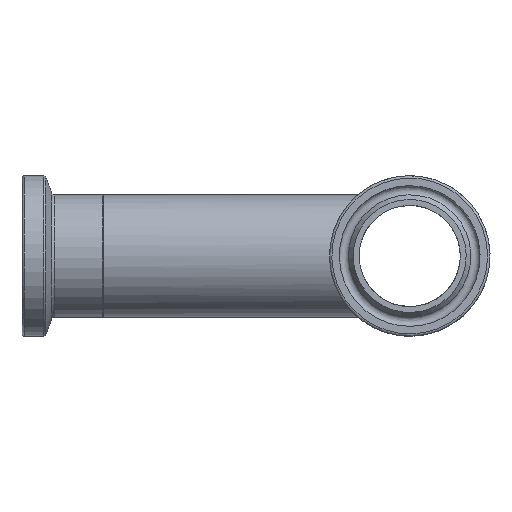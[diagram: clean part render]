
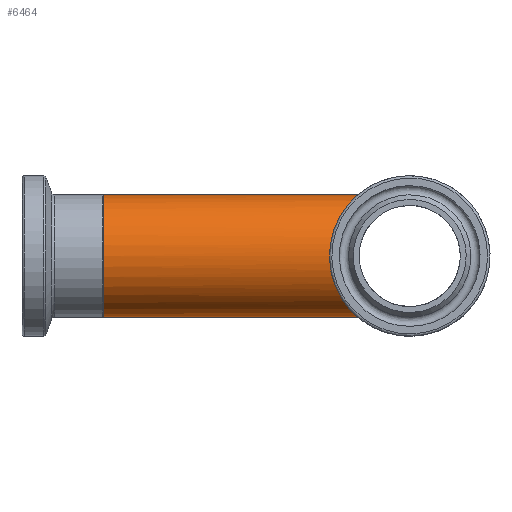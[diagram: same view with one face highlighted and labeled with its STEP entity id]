
A CAD part, left-side view. The second image highlights one B-rep face of the part: STEP entity #6464.
In plain terms, the highlighted cylindrical face has radius 9.525 mm (diameter 19.05 mm), a full revolution.
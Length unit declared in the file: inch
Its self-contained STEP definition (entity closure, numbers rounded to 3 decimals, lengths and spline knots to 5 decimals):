
#65=ELLIPSE('',#6816,0.53033,0.375);
#66=ELLIPSE('',#6817,0.53033,0.375);
#109=FACE_BOUND('',#1192,.T.);
#785=FACE_OUTER_BOUND('',#1191,.T.);
#1191=EDGE_LOOP('',(#5906,#5907));
#1192=EDGE_LOOP('',(#5908));
#2238=CIRCLE('',#6826,0.375);
#3180=VERTEX_POINT('',#13903);
#3181=VERTEX_POINT('',#13904);
#3183=VERTEX_POINT('',#13916);
#4105=EDGE_CURVE('',#3180,#3181,#65,.T.);
#4106=EDGE_CURVE('',#3181,#3180,#66,.T.);
#4108=EDGE_CURVE('',#3183,#3183,#2238,.T.);
#5906=ORIENTED_EDGE('',*,*,#4106,.F.);
#5907=ORIENTED_EDGE('',*,*,#4105,.F.);
#5908=ORIENTED_EDGE('',*,*,#4108,.F.);
#6040=CYLINDRICAL_SURFACE('',#6835,0.375);
#6464=ADVANCED_FACE('',(#785,#109),#6040,.T.);
#6816=AXIS2_PLACEMENT_3D('',#13905,#7949,#7950);
#6817=AXIS2_PLACEMENT_3D('',#13906,#7951,#7952);
#6826=AXIS2_PLACEMENT_3D('',#13917,#7969,#7970);
#6835=AXIS2_PLACEMENT_3D('',#13931,#7987,#7988);
#7949=DIRECTION('center_axis',(0.707,-0.707,0.));
#7950=DIRECTION('ref_axis',(-0.707,-0.707,0.));
#7951=DIRECTION('center_axis',(-0.707,-0.707,0.));
#7952=DIRECTION('ref_axis',(-0.707,0.707,0.));
#7969=DIRECTION('center_axis',(0.,1.,0.));
#7970=DIRECTION('ref_axis',(1.,0.,0.));
#7987=DIRECTION('center_axis',(0.,1.,0.));
#7988=DIRECTION('ref_axis',(-1.,0.,0.));
#13903=CARTESIAN_POINT('',(0.,0.,
-0.375));
#13904=CARTESIAN_POINT('',(0.,0.,
0.375));
#13905=CARTESIAN_POINT('Origin',(0.,0.,0.));
#13906=CARTESIAN_POINT('Origin',(0.,0.,0.));
#13916=CARTESIAN_POINT('',(-0.375,1.875,0.));
#13917=CARTESIAN_POINT('Origin',(0.,1.875,0.));
#13931=CARTESIAN_POINT('Origin',(0.,0.9375,0.));
